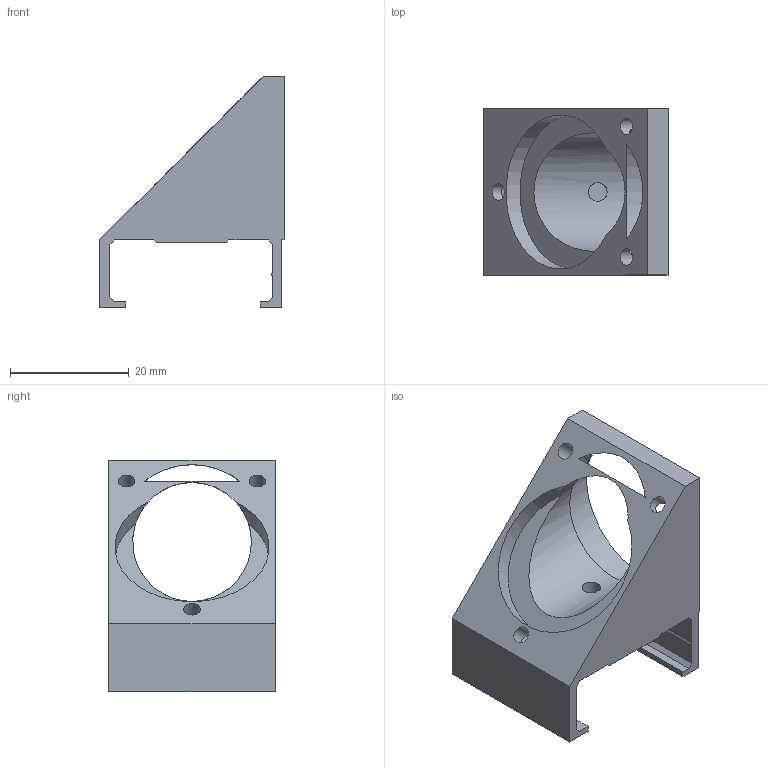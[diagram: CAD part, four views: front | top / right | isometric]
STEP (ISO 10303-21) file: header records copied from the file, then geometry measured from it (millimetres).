
FILE_DESCRIPTION(/* description */ (''),/* implementation_level */ '2;1');
FILE_NAME(/* name */ '30_Cube_Insert_Filter_Revolver_Filter_base_single.ipt.step',/* time_stamp */ '2022-11-29T08:15:34+01:00',/* author */ ('diederichbenedict'),/* organization */ (''),/* preprocessor_version */ 'ST-DEVELOPER v18.1',/* originating_system */ 'Autodesk Inventor 2022',/* authorisation */ '');
FILE_SCHEMA (('AUTOMOTIVE_DESIGN { 1 0 10303 214 3 1 1 }','PROCESS_PLANNING_SCHEMA'));
Length unit declared in the file: millimetre
Products named in the file (1): 30_Cube_Insert_Filter_Revolver_Filter_base_single
Bounding box: 31 x 28 x 38.95 mm (x, y, z)
Volume: 7171.9 mm3; surface area: 5924.1 mm2
Topology: 1 solids, 1 shells, 38 faces, 105 edges, 71 vertices
Faces by surface type: plane 30, cylinder 8
Full cylindrical faces by diameter (mm): 2.8 x3, 3.142 x1, 20 x1, 26 x1
Entity records: 1389 total; most frequent: CARTESIAN_POINT 353, ORIENTED_EDGE 210, DIRECTION 192, EDGE_CURVE 105, LINE 80, VECTOR 80, VERTEX_POINT 71, AXIS2_PLACEMENT_3D 56
